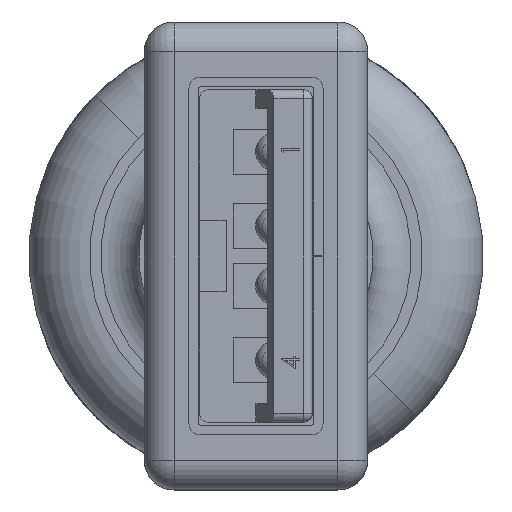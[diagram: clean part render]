
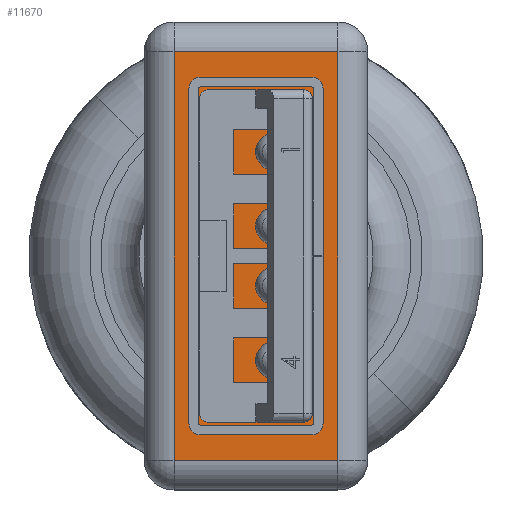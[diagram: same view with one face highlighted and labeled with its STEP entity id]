
A CAD part, left-side view. The second image highlights one B-rep face of the part: STEP entity #11670.
In plain terms, the highlighted face is planar.
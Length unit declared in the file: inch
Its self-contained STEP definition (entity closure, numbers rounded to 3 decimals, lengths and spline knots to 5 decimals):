
#777 = EDGE_CURVE ( 'NONE', #10802, #13979, #18473, .T. ) ;
#2062 = DIRECTION ( 'NONE',  ( 1., 0., 0. ) ) ;
#4615 = DIRECTION ( 'NONE',  ( 0., 0., 1. ) ) ;
#6588 = EDGE_LOOP ( 'NONE', ( #23502, #11890, #20399, #8451 ) ) ;
#7468 = CARTESIAN_POINT ( 'NONE',  ( -0.26969, 0.10827, 0. ) ) ;
#8451 = ORIENTED_EDGE ( 'NONE', *, *, #23068, .T. ) ;
#8746 = PLANE ( 'NONE',  #12781 ) ;
#8935 = CARTESIAN_POINT ( 'NONE',  ( -0.30906, 0.14764, 0. ) ) ;
#9332 = VERTEX_POINT ( 'NONE', #25760 ) ;
#10161 = LINE ( 'NONE', #22284, #25379 ) ;
#10399 = FACE_OUTER_BOUND ( 'NONE', #6588, .T. ) ;
#10802 = VERTEX_POINT ( 'NONE', #22132 ) ;
#11670 = ADVANCED_FACE ( 'NONE', ( #10399 ), #8746, .F. ) ;
#11890 = ORIENTED_EDGE ( 'NONE', *, *, #777, .T. ) ;
#12781 = AXIS2_PLACEMENT_3D ( 'NONE', #8935, #4615, #13137 ) ;
#13137 = DIRECTION ( 'NONE',  ( 1., 0., 0. ) ) ;
#13642 = CARTESIAN_POINT ( 'NONE',  ( 0.26969, -0.10827, 0. ) ) ;
#13979 = VERTEX_POINT ( 'NONE', #13642 ) ;
#13984 = DIRECTION ( 'NONE',  ( 0., 1., 0. ) ) ;
#15204 = EDGE_CURVE ( 'NONE', #13979, #9332, #20867, .T. ) ;
#16818 = VECTOR ( 'NONE', #21572, 39.37008 ) ;
#17492 = VERTEX_POINT ( 'NONE', #7468 ) ;
#18473 = LINE ( 'NONE', #19655, #16818 ) ;
#18627 = VECTOR ( 'NONE', #22876, 39.37008 ) ;
#19655 = CARTESIAN_POINT ( 'NONE',  ( 0.26969, 0.14764, 0. ) ) ;
#19839 = LINE ( 'NONE', #22847, #24748 ) ;
#20399 = ORIENTED_EDGE ( 'NONE', *, *, #15204, .T. ) ;
#20867 = LINE ( 'NONE', #23140, #18627 ) ;
#21572 = DIRECTION ( 'NONE',  ( 0., -1., 0. ) ) ;
#22132 = CARTESIAN_POINT ( 'NONE',  ( 0.26969, 0.10827, 0. ) ) ;
#22284 = CARTESIAN_POINT ( 'NONE',  ( -0.26969, 0.14764, 0. ) ) ;
#22847 = CARTESIAN_POINT ( 'NONE',  ( 0.30906, 0.10827, 0. ) ) ;
#22876 = DIRECTION ( 'NONE',  ( -1., 0., 0. ) ) ;
#23068 = EDGE_CURVE ( 'NONE', #9332, #17492, #10161, .T. ) ;
#23093 = EDGE_CURVE ( 'NONE', #17492, #10802, #19839, .T. ) ;
#23140 = CARTESIAN_POINT ( 'NONE',  ( -0.30906, -0.10827, 0. ) ) ;
#23502 = ORIENTED_EDGE ( 'NONE', *, *, #23093, .T. ) ;
#24748 = VECTOR ( 'NONE', #2062, 39.37008 ) ;
#25379 = VECTOR ( 'NONE', #13984, 39.37008 ) ;
#25760 = CARTESIAN_POINT ( 'NONE',  ( -0.26969, -0.10827, 0. ) ) ;
